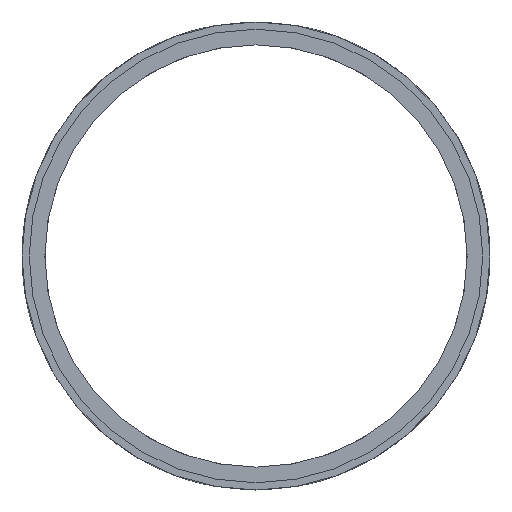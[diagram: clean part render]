
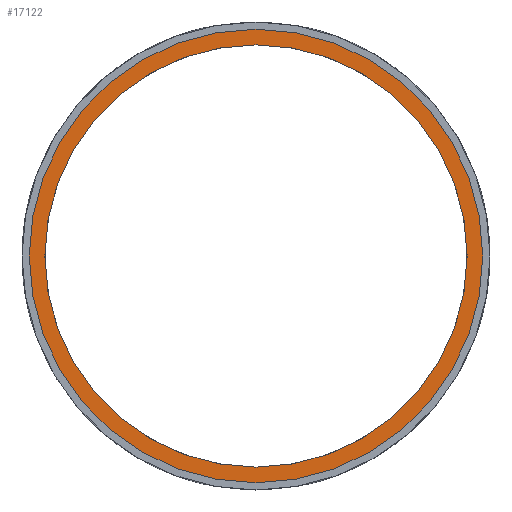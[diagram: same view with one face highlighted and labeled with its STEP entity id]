
A CAD part, front view. The second image highlights one B-rep face of the part: STEP entity #17122.
In plain terms, the highlighted planar face has unit normal (0, -1, 0).
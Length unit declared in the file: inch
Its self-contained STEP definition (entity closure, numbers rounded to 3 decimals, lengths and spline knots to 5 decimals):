
#616 = CIRCLE ( 'NONE', #19004, 3. ) ;
#1735 = EDGE_CURVE ( 'NONE', #7153, #19929, #12273, .T. ) ;
#1812 = EDGE_LOOP ( 'NONE', ( #9445, #18765 ) ) ;
#2724 = ORIENTED_EDGE ( 'NONE', *, *, #5923, .F. ) ;
#3184 = CARTESIAN_POINT ( 'NONE',  ( 0., -2.61171, -3. ) ) ;
#3646 = AXIS2_PLACEMENT_3D ( 'NONE', #12687, #20679, #10904 ) ;
#3847 = ORIENTED_EDGE ( 'NONE', *, *, #5268, .F. ) ;
#5104 = CIRCLE ( 'NONE', #9775, 3.22156 ) ;
#5268 = EDGE_CURVE ( 'NONE', #7597, #13339, #5104, .T. ) ;
#5345 = CIRCLE ( 'NONE', #3646, 3.22156 ) ;
#5923 = EDGE_CURVE ( 'NONE', #13339, #7597, #5345, .T. ) ;
#6143 = EDGE_LOOP ( 'NONE', ( #3847, #2724 ) ) ;
#6231 = DIRECTION ( 'NONE',  ( 0., 1., 0. ) ) ;
#6963 = DIRECTION ( 'NONE',  ( 0., 1., 0. ) ) ;
#7153 = VERTEX_POINT ( 'NONE', #11530 ) ;
#7288 = CARTESIAN_POINT ( 'NONE',  ( 0., -2.61171, 0. ) ) ;
#7597 = VERTEX_POINT ( 'NONE', #18277 ) ;
#8852 = DIRECTION ( 'NONE',  ( 0., 1., 0. ) ) ;
#9445 = ORIENTED_EDGE ( 'NONE', *, *, #1735, .T. ) ;
#9491 = CARTESIAN_POINT ( 'NONE',  ( 0., -2.61171, 0. ) ) ;
#9775 = AXIS2_PLACEMENT_3D ( 'NONE', #11722, #6963, #20054 ) ;
#10842 = FACE_OUTER_BOUND ( 'NONE', #6143, .T. ) ;
#10904 = DIRECTION ( 'NONE',  ( 0., 0., 1. ) ) ;
#11530 = CARTESIAN_POINT ( 'NONE',  ( 0., -2.61171, 3. ) ) ;
#11722 = CARTESIAN_POINT ( 'NONE',  ( 0., -2.61171, 0. ) ) ;
#12273 = CIRCLE ( 'NONE', #15500, 3. ) ;
#12687 = CARTESIAN_POINT ( 'NONE',  ( 0., -2.61171, 0. ) ) ;
#13339 = VERTEX_POINT ( 'NONE', #14223 ) ;
#14223 = CARTESIAN_POINT ( 'NONE',  ( 0., -2.61171, -3.22156 ) ) ;
#15172 = AXIS2_PLACEMENT_3D ( 'NONE', #7288, #8852, #15473 ) ;
#15473 = DIRECTION ( 'NONE',  ( 0., 0., 1. ) ) ;
#15500 = AXIS2_PLACEMENT_3D ( 'NONE', #9491, #6231, #17708 ) ;
#16843 = PLANE ( 'NONE',  #15172 ) ;
#16920 = CARTESIAN_POINT ( 'NONE',  ( 0., -2.61171, 0. ) ) ;
#17122 = ADVANCED_FACE ( 'NONE', ( #10842, #17492 ), #16843, .F. ) ;
#17124 = DIRECTION ( 'NONE',  ( 0., 0., 1. ) ) ;
#17492 = FACE_BOUND ( 'NONE', #1812, .T. ) ;
#17708 = DIRECTION ( 'NONE',  ( 0., 0., 1. ) ) ;
#18277 = CARTESIAN_POINT ( 'NONE',  ( 0., -2.61171, 3.22156 ) ) ;
#18765 = ORIENTED_EDGE ( 'NONE', *, *, #20231, .T. ) ;
#18813 = DIRECTION ( 'NONE',  ( 0., 1., 0. ) ) ;
#19004 = AXIS2_PLACEMENT_3D ( 'NONE', #16920, #18813, #17124 ) ;
#19929 = VERTEX_POINT ( 'NONE', #3184 ) ;
#20054 = DIRECTION ( 'NONE',  ( 0., 0., 1. ) ) ;
#20231 = EDGE_CURVE ( 'NONE', #19929, #7153, #616, .T. ) ;
#20679 = DIRECTION ( 'NONE',  ( 0., 1., 0. ) ) ;
